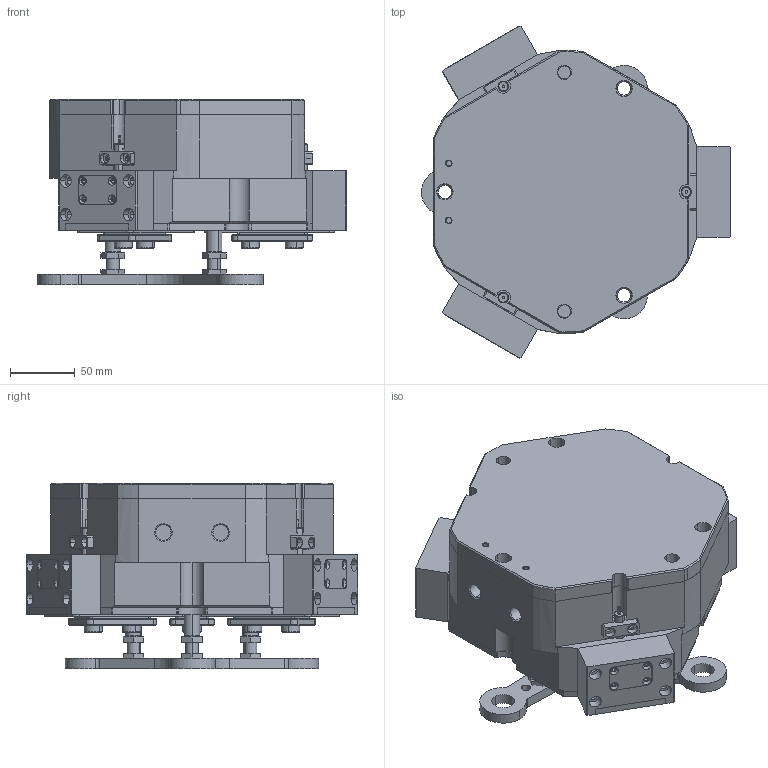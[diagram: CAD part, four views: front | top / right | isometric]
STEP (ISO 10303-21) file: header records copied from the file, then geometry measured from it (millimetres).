
FILE_DESCRIPTION (( 'STEP AP203' ), '1' );
FILE_NAME ('TZ160-218-S-C51-P.STEP', '2024-12-03T08:32:21', ( 'USER-' ), ( 'Microsoft' ), 'SwSTEP 2.0', 'SolidWorks 2018', '' );
FILE_SCHEMA (( 'CONFIG_CONTROL_DESIGN' ));
Length unit declared in the file: millimetre
Products named in the file (20): 埴翐芛蹟佪_GB_FASTENER_SCREWS_HSHCS M2X8-N; M8-30諉輪羲壽; 35x18-R3; TZ160-218-M-05 菁裔啣; TZ160-218-M-11 奻葡裔啣; TZ160-218-S-02 賑輸; M10牉挴蹟譫尨砩; TZ160-218-S-P; 14x10-10隅弇杶; TZ160-218-M-12 耜猾极; 潔擒18-M4羲壽揤极; TZ160-218-M-08 芢啣; TZ160-218-M-07 芢裝; TZ160-218-S-C51-P; TZ160-218-M-13 移动挡板(默认); TR115-240-M-15 侧封小盖(默认); TR300-15-1晚假蚾輸; TZ160-218-S杅耀; TZ160-218-M-01 褲极; TZ160-218-M-14 忒硌薊啣
Assembly tree (58 placements, depth 4):
  TZ160-218-S-C51-P
    TZ160-218-M-07 芢裝  x3
    TZ160-218-M-08 芢啣
    M10牉挴蹟譫尨砩  x6
    TZ160-218-S-P
      TZ160-218-M-11 奻葡裔啣
      TZ160-218-M-12 耜猾极  x3
      TZ160-218-M-13 移动挡板(默认)  x3
      TZ160-218-M-14 忒硌薊啣  x3
      TR115-240-M-15 侧封小盖(默认)  x3
      TZ160-218-S杅耀
        TZ160-218-M-01 褲极
        TZ160-218-S-02 賑輸  x3
        14x10-10隅弇杶  x6
        TR300-15-1晚假蚾輸  x3
        潔擒18-M4羲壽揤极  x3
        M8-30諉輪羲壽  x3
        TZ160-218-M-05 菁裔啣
        35x18-R3
        埴翐芛蹟佪_GB_FASTENER_SCREWS_HSHCS M2X8-N  x6
      14x10-10隅弇杶  x6
Bounding box: 238 x 255.7 x 143 mm (x, y, z)
Volume: 3457305.4 mm3; surface area: 511386.5 mm2
Topology: 56 solids, 86 shells, 2639 faces, 6563 edges, 4060 vertices
Faces by surface type: plane 1068, cylinder 804, cone 600, bspline 155, torus 12
Entity records: 57034 total; most frequent: CARTESIAN_POINT 14868, ORIENTED_EDGE 8078, DIRECTION 7980, EDGE_CURVE 4039, AXIS2_PLACEMENT_3D 2761, VERTEX_POINT 2605, LINE 2458, VECTOR 2458
